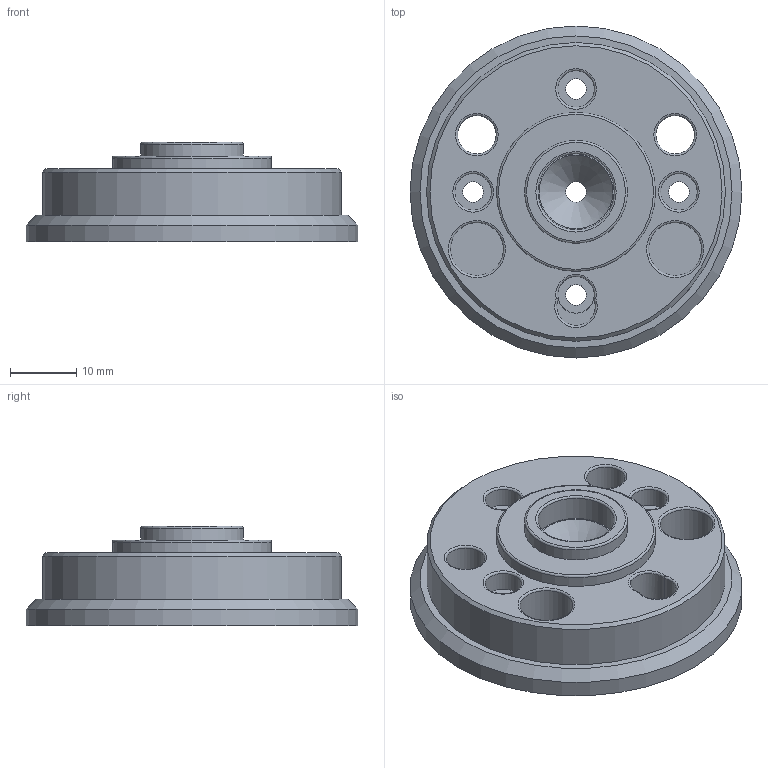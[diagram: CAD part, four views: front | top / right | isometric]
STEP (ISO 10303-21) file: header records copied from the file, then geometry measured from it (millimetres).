
FILE_DESCRIPTION(/* description */ (''),/* implementation_level */ '2;1');
FILE_NAME(/* name */ 'motor2_drive_mount.stp',/* time_stamp */ '2024-06-29T23:09:40-07:00',/* author */ ('aaron'),/* organization */ (''),/* preprocessor_version */ 'ST-DEVELOPER v19.2',/* originating_system */ 'Autodesk Inventor 2023',/* authorisation */ '');
FILE_SCHEMA (('AUTOMOTIVE_DESIGN { 1 0 10303 214 3 1 1 }'));
Length unit declared in the file: millimetre
Products named in the file (1): motor_main_drive_mount
Bounding box: 50 x 50 x 15 mm (x, y, z)
Volume: 17411.7 mm3; surface area: 6982.4 mm2
Topology: 1 solids, 1 shells, 47 faces, 96 edges, 61 vertices
Faces by surface type: cylinder 19, plane 13, torus 12, cone 3
Full cylindrical faces by diameter (mm): 3.1 x5, 5.5 x4, 5.8 x2, 7.98 x2, 11.5 x1, 15.5 x1, 23.95 x1, 45 x1, 50 x1
Entity records: 1362 total; most frequent: DIRECTION 261, CARTESIAN_POINT 231, ORIENTED_EDGE 192, AXIS2_PLACEMENT_3D 119, EDGE_CURVE 96, EDGE_LOOP 71, CIRCLE 71, VERTEX_POINT 61
